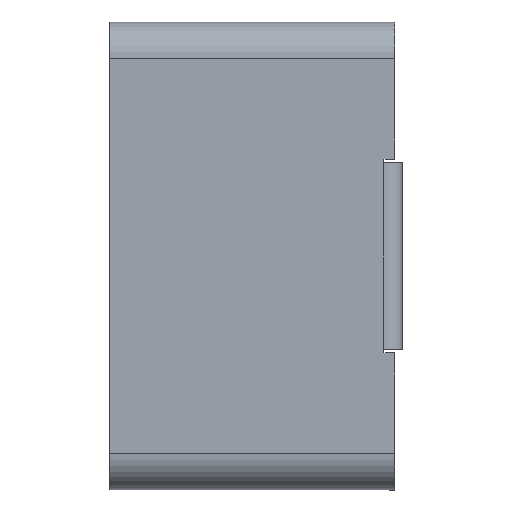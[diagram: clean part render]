
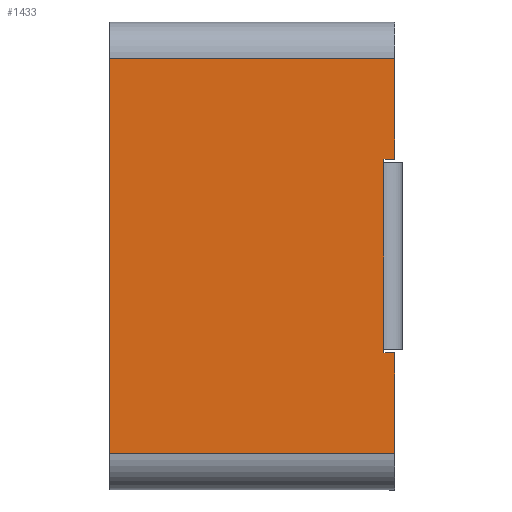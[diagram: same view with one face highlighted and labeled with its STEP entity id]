
A CAD part, left-side view. The second image highlights one B-rep face of the part: STEP entity #1433.
In plain terms, the highlighted planar face has unit normal (-1, 0, 0).
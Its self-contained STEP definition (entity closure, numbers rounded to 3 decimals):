
#1 = ORIENTED_EDGE ( 'NONE', *, *, #2056, .T. ) ;
#32 = CARTESIAN_POINT ( 'NONE',  ( 0., 0.5, -9.05 ) ) ;
#50 = VERTEX_POINT ( 'NONE', #289 ) ;
#72 = CARTESIAN_POINT ( 'NONE',  ( 0., 4.101, -11.8 ) ) ;
#95 = LINE ( 'NONE', #1186, #168 ) ;
#137 = EDGE_CURVE ( 'NONE', #1852, #290, #1803, .T. ) ;
#149 = ORIENTED_EDGE ( 'NONE', *, *, #2218, .T. ) ;
#168 = VECTOR ( 'NONE', #797, 1000. ) ;
#180 = LINE ( 'NONE', #329, #1056 ) ;
#212 = VECTOR ( 'NONE', #471, 1000. ) ;
#253 = DIRECTION ( 'NONE',  ( 0., -1., 0. ) ) ;
#289 = CARTESIAN_POINT ( 'NONE',  ( 0., 0.201, -11.8 ) ) ;
#290 = VERTEX_POINT ( 'NONE', #2257 ) ;
#294 = EDGE_CURVE ( 'NONE', #871, #1852, #180, .T. ) ;
#309 = ORIENTED_EDGE ( 'NONE', *, *, #1743, .T. ) ;
#318 = CARTESIAN_POINT ( 'NONE',  ( 0., 0.201, -6.4 ) ) ;
#329 = CARTESIAN_POINT ( 'NONE',  ( 0., 0.5, -6.4 ) ) ;
#339 = PLANE ( 'NONE',  #1063 ) ;
#343 = DIRECTION ( 'NONE',  ( 0., 0., 1. ) ) ;
#352 = VECTOR ( 'NONE', #599, 1000. ) ;
#364 = VERTEX_POINT ( 'NONE', #866 ) ;
#407 = ORIENTED_EDGE ( 'NONE', *, *, #1033, .F. ) ;
#442 = DIRECTION ( 'NONE',  ( 0., -1., 0. ) ) ;
#467 = VECTOR ( 'NONE', #2144, 1000. ) ;
#471 = DIRECTION ( 'NONE',  ( 0., 1., 0. ) ) ;
#524 = VERTEX_POINT ( 'NONE', #2019 ) ;
#599 = DIRECTION ( 'NONE',  ( 0., 0., 1. ) ) ;
#614 = CARTESIAN_POINT ( 'NONE',  ( 0., 0.201, -1. ) ) ;
#640 = ORIENTED_EDGE ( 'NONE', *, *, #294, .T. ) ;
#712 = CARTESIAN_POINT ( 'NONE',  ( 0., 4.101, -3.75 ) ) ;
#770 = VERTEX_POINT ( 'NONE', #1220 ) ;
#791 = VECTOR ( 'NONE', #343, 1000. ) ;
#797 = DIRECTION ( 'NONE',  ( 0., 1., 0. ) ) ;
#845 = LINE ( 'NONE', #318, #1644 ) ;
#866 = CARTESIAN_POINT ( 'NONE',  ( 0., 0.201, -9.05 ) ) ;
#871 = VERTEX_POINT ( 'NONE', #1508 ) ;
#917 = CARTESIAN_POINT ( 'NONE',  ( 0., 8., -11.8 ) ) ;
#943 = VERTEX_POINT ( 'NONE', #917 ) ;
#970 = VECTOR ( 'NONE', #1509, 1000. ) ;
#979 = VECTOR ( 'NONE', #253, 1000. ) ;
#981 = VERTEX_POINT ( 'NONE', #32 ) ;
#997 = CARTESIAN_POINT ( 'NONE',  ( 0., 0.5, -6.4 ) ) ;
#1033 = EDGE_CURVE ( 'NONE', #943, #770, #1795, .T. ) ;
#1049 = DIRECTION ( 'NONE',  ( 0., 0., 1. ) ) ;
#1056 = VECTOR ( 'NONE', #2236, 1000. ) ;
#1063 = AXIS2_PLACEMENT_3D ( 'NONE', #2092, #1185, #1049 ) ;
#1086 = ORIENTED_EDGE ( 'NONE', *, *, #1156, .T. ) ;
#1133 = LINE ( 'NONE', #712, #979 ) ;
#1156 = EDGE_CURVE ( 'NONE', #1959, #770, #1178, .T. ) ;
#1178 = LINE ( 'NONE', #2203, #212 ) ;
#1185 = DIRECTION ( 'NONE',  ( -1., 0., 0. ) ) ;
#1186 = CARTESIAN_POINT ( 'NONE',  ( 0., 4.101, -9.05 ) ) ;
#1218 = FACE_OUTER_BOUND ( 'NONE', #1245, .T. ) ;
#1220 = CARTESIAN_POINT ( 'NONE',  ( 0., 8., -1. ) ) ;
#1245 = EDGE_LOOP ( 'NONE', ( #1684, #1296, #2074, #1086, #407, #1, #1401, #149, #309, #640 ) ) ;
#1269 = LINE ( 'NONE', #1614, #352 ) ;
#1296 = ORIENTED_EDGE ( 'NONE', *, *, #2040, .T. ) ;
#1401 = ORIENTED_EDGE ( 'NONE', *, *, #1471, .T. ) ;
#1433 = ADVANCED_FACE ( 'NONE', ( #1218 ), #339, .T. ) ;
#1471 = EDGE_CURVE ( 'NONE', #50, #364, #845, .T. ) ;
#1508 = CARTESIAN_POINT ( 'NONE',  ( 0., 0.5, -8.95 ) ) ;
#1509 = DIRECTION ( 'NONE',  ( 0., 0., 1. ) ) ;
#1549 = DIRECTION ( 'NONE',  ( 0., 0., 1. ) ) ;
#1597 = CARTESIAN_POINT ( 'NONE',  ( 0., 8., -6.4 ) ) ;
#1614 = CARTESIAN_POINT ( 'NONE',  ( 0., 0.201, -6.4 ) ) ;
#1644 = VECTOR ( 'NONE', #1549, 1000. ) ;
#1684 = ORIENTED_EDGE ( 'NONE', *, *, #137, .T. ) ;
#1743 = EDGE_CURVE ( 'NONE', #981, #871, #1785, .T. ) ;
#1785 = LINE ( 'NONE', #1807, #467 ) ;
#1795 = LINE ( 'NONE', #1597, #791 ) ;
#1803 = LINE ( 'NONE', #997, #970 ) ;
#1807 = CARTESIAN_POINT ( 'NONE',  ( 0., 0.5, -6.4 ) ) ;
#1852 = VERTEX_POINT ( 'NONE', #2173 ) ;
#1934 = VECTOR ( 'NONE', #442, 1000. ) ;
#1959 = VERTEX_POINT ( 'NONE', #614 ) ;
#2019 = CARTESIAN_POINT ( 'NONE',  ( 0., 0.201, -3.75 ) ) ;
#2040 = EDGE_CURVE ( 'NONE', #290, #524, #1133, .T. ) ;
#2056 = EDGE_CURVE ( 'NONE', #943, #50, #2121, .T. ) ;
#2074 = ORIENTED_EDGE ( 'NONE', *, *, #2107, .T. ) ;
#2092 = CARTESIAN_POINT ( 'NONE',  ( 0., 0.045, -12.016 ) ) ;
#2107 = EDGE_CURVE ( 'NONE', #524, #1959, #1269, .T. ) ;
#2121 = LINE ( 'NONE', #72, #1934 ) ;
#2144 = DIRECTION ( 'NONE',  ( 0., 0., 1. ) ) ;
#2173 = CARTESIAN_POINT ( 'NONE',  ( 0., 0.5, -3.85 ) ) ;
#2203 = CARTESIAN_POINT ( 'NONE',  ( 0., 4.101, -1. ) ) ;
#2218 = EDGE_CURVE ( 'NONE', #364, #981, #95, .T. ) ;
#2236 = DIRECTION ( 'NONE',  ( 0., 0., 1. ) ) ;
#2257 = CARTESIAN_POINT ( 'NONE',  ( 0., 0.5, -3.75 ) ) ;
